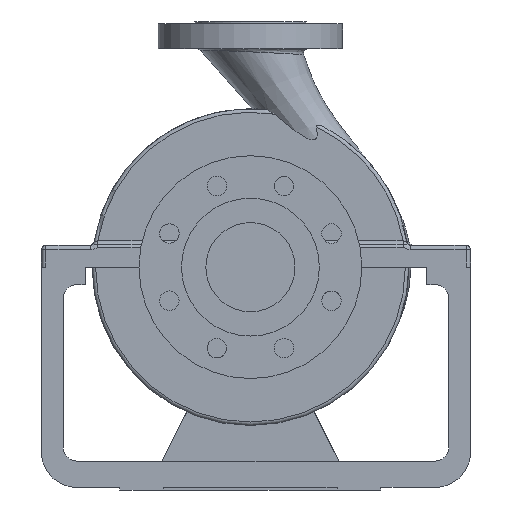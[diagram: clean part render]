
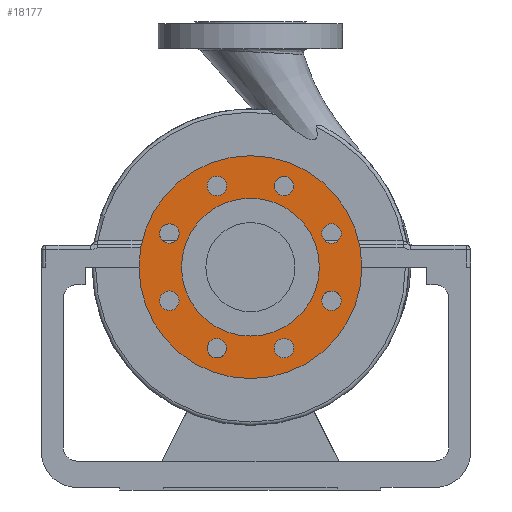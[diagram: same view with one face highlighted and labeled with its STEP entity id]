
A CAD part, front view. The second image highlights one B-rep face of the part: STEP entity #18177.
In plain terms, the highlighted planar face has unit normal (0, -1, 0).
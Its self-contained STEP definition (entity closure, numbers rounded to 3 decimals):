
#1192=CIRCLE('',#19020,11.113);
#1193=CIRCLE('',#19021,11.113);
#1194=CIRCLE('',#19022,11.113);
#1195=CIRCLE('',#19023,11.113);
#1196=CIRCLE('',#19024,127.);
#1197=CIRCLE('',#19025,78.581);
#1198=CIRCLE('',#19026,11.113);
#1199=CIRCLE('',#19027,11.113);
#1200=CIRCLE('',#19028,11.113);
#1201=CIRCLE('',#19029,11.113);
#1763=ORIENTED_EDGE('',*,*,#5628,.T.);
#1764=ORIENTED_EDGE('',*,*,#5629,.T.);
#1765=ORIENTED_EDGE('',*,*,#5630,.T.);
#1766=ORIENTED_EDGE('',*,*,#5631,.T.);
#1767=ORIENTED_EDGE('',*,*,#5632,.T.);
#1768=ORIENTED_EDGE('',*,*,#5633,.F.);
#1769=ORIENTED_EDGE('',*,*,#5634,.T.);
#1770=ORIENTED_EDGE('',*,*,#5635,.T.);
#1771=ORIENTED_EDGE('',*,*,#5636,.T.);
#1772=ORIENTED_EDGE('',*,*,#5637,.T.);
#5628=EDGE_CURVE('',#7559,#7559,#1192,.T.);
#5629=EDGE_CURVE('',#7560,#7560,#1193,.T.);
#5630=EDGE_CURVE('',#7561,#7561,#1194,.T.);
#5631=EDGE_CURVE('',#7562,#7562,#1195,.T.);
#5632=EDGE_CURVE('',#7563,#7563,#1196,.T.);
#5633=EDGE_CURVE('',#7564,#7564,#1197,.T.);
#5634=EDGE_CURVE('',#7565,#7565,#1198,.T.);
#5635=EDGE_CURVE('',#7566,#7566,#1199,.T.);
#5636=EDGE_CURVE('',#7567,#7567,#1200,.T.);
#5637=EDGE_CURVE('',#7568,#7568,#1201,.T.);
#7559=VERTEX_POINT('',#25053);
#7560=VERTEX_POINT('',#25055);
#7561=VERTEX_POINT('',#25057);
#7562=VERTEX_POINT('',#25059);
#7563=VERTEX_POINT('',#25061);
#7564=VERTEX_POINT('',#25063);
#7565=VERTEX_POINT('',#25065);
#7566=VERTEX_POINT('',#25067);
#7567=VERTEX_POINT('',#25069);
#7568=VERTEX_POINT('',#25071);
#10286=EDGE_LOOP('',(#1763));
#10287=EDGE_LOOP('',(#1764));
#10288=EDGE_LOOP('',(#1765));
#10289=EDGE_LOOP('',(#1766));
#10290=EDGE_LOOP('',(#1767));
#10291=EDGE_LOOP('',(#1768));
#10292=EDGE_LOOP('',(#1769));
#10293=EDGE_LOOP('',(#1770));
#10294=EDGE_LOOP('',(#1771));
#10295=EDGE_LOOP('',(#1772));
#11217=FACE_BOUND('',#10286,.T.);
#11218=FACE_BOUND('',#10287,.T.);
#11219=FACE_BOUND('',#10288,.T.);
#11220=FACE_BOUND('',#10289,.T.);
#11221=FACE_BOUND('',#10290,.T.);
#11222=FACE_BOUND('',#10291,.T.);
#11223=FACE_BOUND('',#10292,.T.);
#11224=FACE_BOUND('',#10293,.T.);
#11225=FACE_BOUND('',#10294,.T.);
#11226=FACE_BOUND('',#10295,.T.);
#12146=PLANE('',#19019);
#18177=ADVANCED_FACE('',(#11217,#11218,#11219,#11220,#11221,#11222,#11223,
#11224,#11225,#11226),#12146,.T.);
#19019=AXIS2_PLACEMENT_3D('',#25051,#20352,#20353);
#19020=AXIS2_PLACEMENT_3D('',#25052,#20354,#20355);
#19021=AXIS2_PLACEMENT_3D('',#25054,#20356,#20357);
#19022=AXIS2_PLACEMENT_3D('',#25056,#20358,#20359);
#19023=AXIS2_PLACEMENT_3D('',#25058,#20360,#20361);
#19024=AXIS2_PLACEMENT_3D('',#25060,#20362,#20363);
#19025=AXIS2_PLACEMENT_3D('',#25062,#20364,#20365);
#19026=AXIS2_PLACEMENT_3D('',#25064,#20366,#20367);
#19027=AXIS2_PLACEMENT_3D('',#25066,#20368,#20369);
#19028=AXIS2_PLACEMENT_3D('',#25068,#20370,#20371);
#19029=AXIS2_PLACEMENT_3D('',#25070,#20372,#20373);
#20352=DIRECTION('',(0.,-1.,0.));
#20353=DIRECTION('',(1.,0.,0.));
#20354=DIRECTION('',(0.,1.,0.));
#20355=DIRECTION('',(0.,0.,-1.));
#20356=DIRECTION('',(0.,1.,0.));
#20357=DIRECTION('',(-1.,0.,0.));
#20358=DIRECTION('',(0.,1.,0.));
#20359=DIRECTION('',(0.,0.,1.));
#20360=DIRECTION('',(0.,1.,0.));
#20361=DIRECTION('',(1.,0.,0.));
#20362=DIRECTION('',(0.,-1.,0.));
#20363=DIRECTION('',(1.,0.,0.));
#20364=DIRECTION('',(0.,-1.,0.));
#20365=DIRECTION('',(1.,0.,0.));
#20366=DIRECTION('',(0.,1.,0.));
#20367=DIRECTION('',(0.707,0.,0.707));
#20368=DIRECTION('',(0.,1.,0.));
#20369=DIRECTION('',(-0.707,0.,0.707));
#20370=DIRECTION('',(0.,1.,0.));
#20371=DIRECTION('',(-0.707,0.,-0.707));
#20372=DIRECTION('',(0.,1.,0.));
#20373=DIRECTION('',(0.707,0.,-0.707));
#25051=CARTESIAN_POINT('',(0.,-125.,78.581));
#25052=CARTESIAN_POINT('',(92.4,-125.,38.273));
#25053=CARTESIAN_POINT('',(92.4,-125.,27.161));
#25054=CARTESIAN_POINT('',(38.273,-125.,-92.4));
#25055=CARTESIAN_POINT('',(27.161,-125.,-92.4));
#25056=CARTESIAN_POINT('',(-92.4,-125.,-38.273));
#25057=CARTESIAN_POINT('',(-92.4,-125.,-27.161));
#25058=CARTESIAN_POINT('',(-38.273,-125.,92.4));
#25059=CARTESIAN_POINT('',(-27.161,-125.,92.4));
#25060=CARTESIAN_POINT('',(0.,-125.,0.));
#25061=CARTESIAN_POINT('',(127.,-125.,0.));
#25062=CARTESIAN_POINT('',(0.,-125.,0.));
#25063=CARTESIAN_POINT('',(78.581,-125.,0.));
#25064=CARTESIAN_POINT('',(-92.4,-125.,38.273));
#25065=CARTESIAN_POINT('',(-84.542,-125.,46.131));
#25066=CARTESIAN_POINT('',(-38.273,-125.,-92.4));
#25067=CARTESIAN_POINT('',(-46.131,-125.,-84.542));
#25068=CARTESIAN_POINT('',(92.4,-125.,-38.273));
#25069=CARTESIAN_POINT('',(84.542,-125.,-46.131));
#25070=CARTESIAN_POINT('',(38.273,-125.,92.4));
#25071=CARTESIAN_POINT('',(46.131,-125.,84.542));
